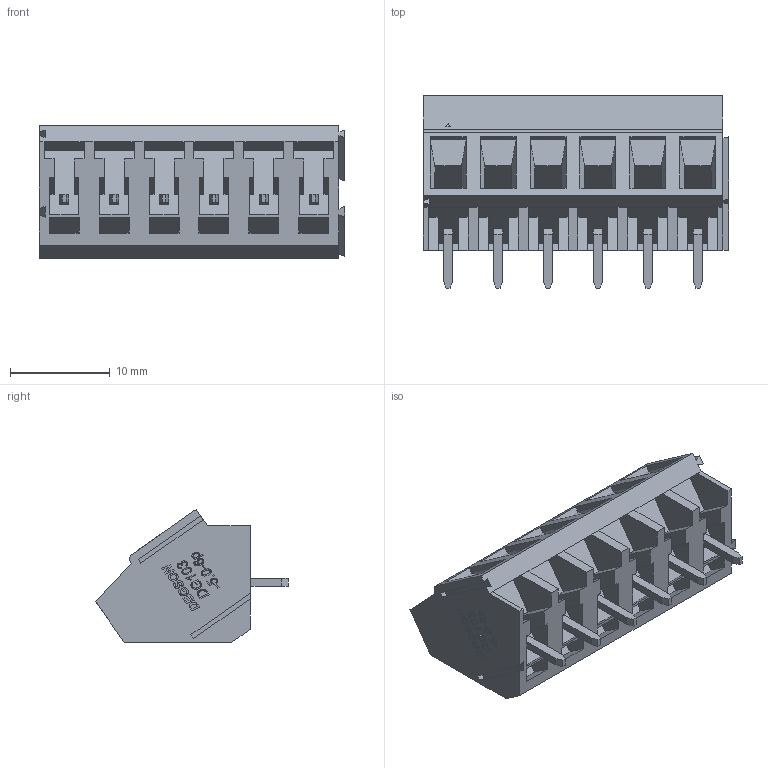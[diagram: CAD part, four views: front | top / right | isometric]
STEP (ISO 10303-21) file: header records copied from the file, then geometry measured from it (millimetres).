
FILE_DESCRIPTION (( 'STEP AP214' ), '1' );
FILE_NAME ('DG103-5.0-06P-14-00AH.STEP', '2021-01-09T22:14:11', ( '' ), ( '' ), 'SwSTEP 2.0', 'SolidWorks 2020', '' );
FILE_SCHEMA (( 'AUTOMOTIVE_DESIGN' ));
Length unit declared in the file: millimetre
Products named in the file (1): DG103-5.0-06P-14-00AH
Bounding box: 30.6 x 19.3 x 13.3 mm (x, y, z)
Volume: 3264.8 mm3; surface area: 3646 mm2
Topology: 1 solids, 1 shells, 710 faces, 1860 edges, 1214 vertices
Faces by surface type: plane 473, bspline 170, cylinder 37, torus 30
Entity records: 34876 total; most frequent: CARTESIAN_POINT 13595, ORIENTED_EDGE 3720, DIRECTION 2760, EDGE_CURVE 1860, VECTOR 1338, LINE 1338, VERTEX_POINT 1214, EDGE_LOOP 772
